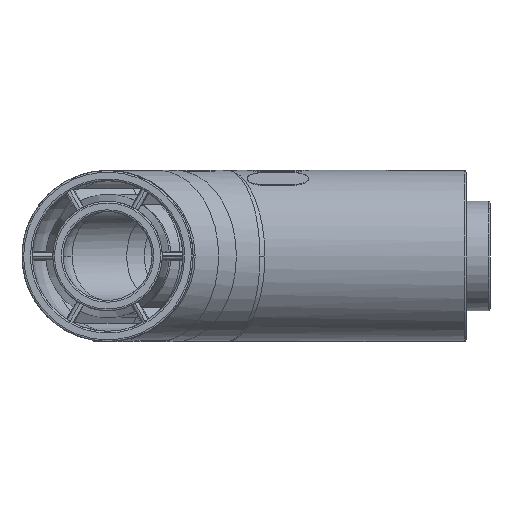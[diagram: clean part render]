
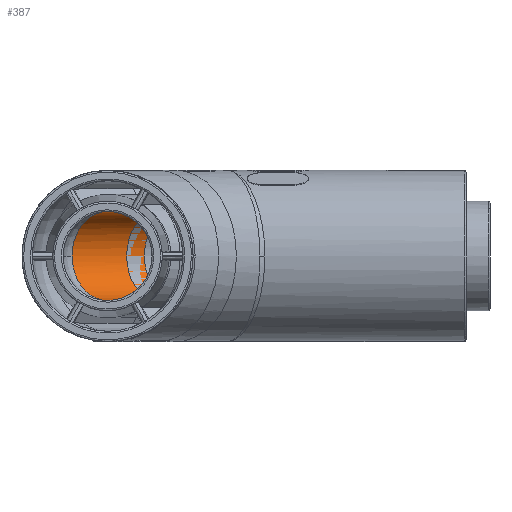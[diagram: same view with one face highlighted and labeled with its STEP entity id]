
A CAD part, front view. The second image highlights one B-rep face of the part: STEP entity #387.
In plain terms, the highlighted cylindrical face has radius 13 mm (diameter 26 mm), a full revolution.
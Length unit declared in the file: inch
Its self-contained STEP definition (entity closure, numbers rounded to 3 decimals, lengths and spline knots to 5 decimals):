
#181 = CARTESIAN_POINT ( 'NONE',  ( -2.51307, 1.96593, 0.41265 ) ) ;
#387 = ADVANCED_FACE ( 'NONE', ( #10960, #7900 ), #13639, .F. ) ;
#479 = CARTESIAN_POINT ( 'NONE',  ( -2.59842, 2.03198, -0.60062 ) ) ;
#529 = CARTESIAN_POINT ( 'NONE',  ( -2.9211, 2.28171, -0.11594 ) ) ;
#854 = DIRECTION ( 'NONE',  ( 0.707, 0.707, 0. ) ) ;
#1005 = CARTESIAN_POINT ( 'NONE',  ( -2.91348, 2.27581, 0.00401 ) ) ;
#1054 = CARTESIAN_POINT ( 'NONE',  ( -2.52737, 1.97699, 0.41265 ) ) ;
#1628 = CARTESIAN_POINT ( 'NONE',  ( -2.68031, 2.09536, -0.56705 ) ) ;
#2150 = CARTESIAN_POINT ( 'NONE',  ( -2.88762, 2.25579, 0.10625 ) ) ;
#2314 = VERTEX_POINT ( 'NONE', #2851 ) ;
#2481 = CARTESIAN_POINT ( 'NONE',  ( -2.51307, 1.96593, -0.61097 ) ) ;
#2533 = CARTESIAN_POINT ( 'NONE',  ( -1.72647, 2.75253, -0.09916 ) ) ;
#2783 = CARTESIAN_POINT ( 'NONE',  ( -2.75474, 2.15295, -0.51272 ) ) ;
#2851 = CARTESIAN_POINT ( 'NONE',  ( -2.51307, 1.96593, 0.41265 ) ) ;
#2857 = ORIENTED_EDGE ( 'NONE', *, *, #14197, .F. ) ;
#3062 = CIRCLE ( 'NONE', #4237, 0.51181 ) ;
#3306 = CARTESIAN_POINT ( 'NONE',  ( -2.84523, 2.22299, 0.19972 ) ) ;
#3684 = DIRECTION ( 'NONE',  ( -0.707, 0.707, 0. ) ) ;
#3795 =( BOUNDED_CURVE ( )  B_SPLINE_CURVE ( 3, ( #11282, #8920, #7862, #1005, #9030, #2150, #10197, #3306, #11330, #4450, #12485, #5594, #13627, #6740, #14793, #7915, #1054, #9086 ),
 .UNSPECIFIED., .F., .T. ) 
 B_SPLINE_CURVE_WITH_KNOTS ( ( 4, 1, 1, 1, 1, 1, 1, 1, 1, 1, 1, 1, 1, 1, 1, 4 ),
 ( 0., 0.06213, 0.12812, 0.19449, 0.26104, 0.3276, 0.3944, 0.46122, 0.5283, 0.59542, 0.66279, 0.73019, 0.79778, 0.8654, 0.93279, 1. ),
 .UNSPECIFIED. ) 
 CURVE ( )  GEOMETRIC_REPRESENTATION_ITEM ( )  RATIONAL_B_SPLINE_CURVE ( ( 1.04, 1.04, 1.04, 1.04, 1.04, 1.04, 1.04, 1.04, 1.04, 1.04, 1.04, 1.04, 1.04, 1.04, 1.04, 1.04, 1.04, 1.04 ) ) 
 REPRESENTATION_ITEM ( '' )  );
#3937 = CARTESIAN_POINT ( 'NONE',  ( -2.81833, 2.20217, -0.4402 ) ) ;
#4237 = AXIS2_PLACEMENT_3D ( 'NONE', #2533, #10577, #3684 ) ;
#4266 = EDGE_LOOP ( 'NONE', ( #2857, #8063, #7897 ) ) ;
#4450 = CARTESIAN_POINT ( 'NONE',  ( -2.78812, 2.17879, 0.28018 ) ) ;
#4502 = VERTEX_POINT ( 'NONE', #12692 ) ;
#4646 = EDGE_CURVE ( 'NONE', #4502, #8231, #10275, .T. ) ;
#4928 = EDGE_CURVE ( 'NONE', #8231, #2314, #3795, .T. ) ;
#5091 = CARTESIAN_POINT ( 'NONE',  ( -2.86835, 2.24088, -0.35278 ) ) ;
#5594 = CARTESIAN_POINT ( 'NONE',  ( -2.71872, 2.12508, 0.34399 ) ) ;
#5882 = EDGE_LOOP ( 'NONE', ( #9917 ) ) ;
#6180 = CARTESIAN_POINT ( 'NONE',  ( -2.52736, 1.97699, -0.61097 ) ) ;
#6228 = CARTESIAN_POINT ( 'NONE',  ( -2.90267, 2.26744, -0.25436 ) ) ;
#6740 = CARTESIAN_POINT ( 'NONE',  ( -2.64008, 2.06422, 0.38823 ) ) ;
#7341 = CARTESIAN_POINT ( 'NONE',  ( -2.55593, 1.99909, -0.60909 ) ) ;
#7397 = CARTESIAN_POINT ( 'NONE',  ( -2.91974, 2.28065, -0.15053 ) ) ;
#7862 = CARTESIAN_POINT ( 'NONE',  ( -2.91975, 2.28066, -0.04788 ) ) ;
#7897 = ORIENTED_EDGE ( 'NONE', *, *, #4646, .F. ) ;
#7900 = FACE_OUTER_BOUND ( 'NONE', #4266, .T. ) ;
#7915 = CARTESIAN_POINT ( 'NONE',  ( -2.55593, 1.9991, 0.41077 ) ) ;
#7988 = CARTESIAN_POINT ( 'NONE',  ( -2.51307, 1.96593, -0.09916 ) ) ;
#8063 = ORIENTED_EDGE ( 'NONE', *, *, #4928, .F. ) ;
#8211 = CARTESIAN_POINT ( 'NONE',  ( -1.48945, 1.54193, 0.41265 ) ) ;
#8231 = VERTEX_POINT ( 'NONE', #9882 ) ;
#8510 = CARTESIAN_POINT ( 'NONE',  ( -2.64006, 2.0642, -0.58656 ) ) ;
#8551 = CARTESIAN_POINT ( 'NONE',  ( -2.9211, 2.28171, -0.09916 ) ) ;
#8681 = EDGE_CURVE ( 'NONE', #11642, #11642, #3062, .T. ) ;
#8920 = CARTESIAN_POINT ( 'NONE',  ( -2.9211, 2.28171, -0.08242 ) ) ;
#9030 = CARTESIAN_POINT ( 'NONE',  ( -2.9027, 2.26747, 0.05593 ) ) ;
#9086 = CARTESIAN_POINT ( 'NONE',  ( -2.51307, 1.96593, 0.41265 ) ) ;
#9145 = CARTESIAN_POINT ( 'NONE',  ( -2.08837, 3.11443, -0.09916 ) ) ;
#9369 = CARTESIAN_POINT ( 'NONE',  ( -1.48945, 1.54193, -0.61097 ) ) ;
#9681 = CARTESIAN_POINT ( 'NONE',  ( -2.71869, 2.12506, -0.54233 ) ) ;
#9882 = CARTESIAN_POINT ( 'NONE',  ( -2.9211, 2.28171, -0.09916 ) ) ;
#9917 = ORIENTED_EDGE ( 'NONE', *, *, #8681, .T. ) ;
#10164 = DIRECTION ( 'NONE',  ( 0.707, -0.707, 0. ) ) ;
#10197 = CARTESIAN_POINT ( 'NONE',  ( -2.86838, 2.24091, 0.15438 ) ) ;
#10275 =( BOUNDED_CURVE ( )  B_SPLINE_CURVE ( 3, ( #14217, #6180, #7341, #479, #8510, #1628, #9681, #2783, #10832, #3937, #11973, #5091, #13125, #6228, #14268, #7397, #529, #8551 ),
 .UNSPECIFIED., .F., .F. ) 
 B_SPLINE_CURVE_WITH_KNOTS ( ( 4, 1, 1, 1, 1, 1, 1, 1, 1, 1, 1, 1, 1, 1, 1, 4 ),
 ( 0., 0.0672, 0.13458, 0.20219, 0.26977, 0.33716, 0.40451, 0.47162, 0.53869, 0.6055, 0.67228, 0.73882, 0.80536, 0.87172, 0.93772, 1. ),
 .UNSPECIFIED. ) 
 CURVE ( )  GEOMETRIC_REPRESENTATION_ITEM ( )  RATIONAL_B_SPLINE_CURVE ( ( 1.04, 1.04, 1.04, 1.04, 1.04, 1.04, 1.04, 1.04, 1.04, 1.04, 1.04, 1.04, 1.04, 1.04, 1.04, 1.04, 1.04, 1.04 ) ) 
 REPRESENTATION_ITEM ( '' )  );
#10577 = DIRECTION ( 'NONE',  ( 0.707, 0.707, 0. ) ) ;
#10832 = CARTESIAN_POINT ( 'NONE',  ( -2.78808, 2.17876, -0.47854 ) ) ;
#10960 = FACE_OUTER_BOUND ( 'NONE', #5882, .T. ) ;
#11282 = CARTESIAN_POINT ( 'NONE',  ( -2.9211, 2.28171, -0.09916 ) ) ;
#11330 = CARTESIAN_POINT ( 'NONE',  ( -2.81837, 2.2022, 0.24183 ) ) ;
#11500 =( BOUNDED_CURVE ( )  B_SPLINE_CURVE ( 3, ( #181, #8211, #9369, #2481 ),
 .UNSPECIFIED., .F., .F. ) 
 B_SPLINE_CURVE_WITH_KNOTS ( ( 4, 4 ),
 ( 1.5708, 4.71239 ),
 .UNSPECIFIED. ) 
 CURVE ( )  GEOMETRIC_REPRESENTATION_ITEM ( )  RATIONAL_B_SPLINE_CURVE ( ( 1., 0.333, 0.333, 1. ) ) 
 REPRESENTATION_ITEM ( '' )  );
#11642 = VERTEX_POINT ( 'NONE', #9145 ) ;
#11973 = CARTESIAN_POINT ( 'NONE',  ( -2.84519, 2.22296, -0.39811 ) ) ;
#12140 = AXIS2_PLACEMENT_3D ( 'NONE', #7988, #854, #10164 ) ;
#12485 = CARTESIAN_POINT ( 'NONE',  ( -2.75477, 2.15298, 0.31437 ) ) ;
#12692 = CARTESIAN_POINT ( 'NONE',  ( -2.51307, 1.96593, -0.61097 ) ) ;
#13125 = CARTESIAN_POINT ( 'NONE',  ( -2.88758, 2.25576, -0.30467 ) ) ;
#13627 = CARTESIAN_POINT ( 'NONE',  ( -2.68034, 2.09538, 0.36871 ) ) ;
#13639 = CYLINDRICAL_SURFACE ( 'NONE', #12140, 0.51181 ) ;
#14197 = EDGE_CURVE ( 'NONE', #2314, #4502, #11500, .T. ) ;
#14217 = CARTESIAN_POINT ( 'NONE',  ( -2.51307, 1.96593, -0.61097 ) ) ;
#14268 = CARTESIAN_POINT ( 'NONE',  ( -2.91346, 2.2758, -0.20245 ) ) ;
#14793 = CARTESIAN_POINT ( 'NONE',  ( -2.59844, 2.03199, 0.4023 ) ) ;
